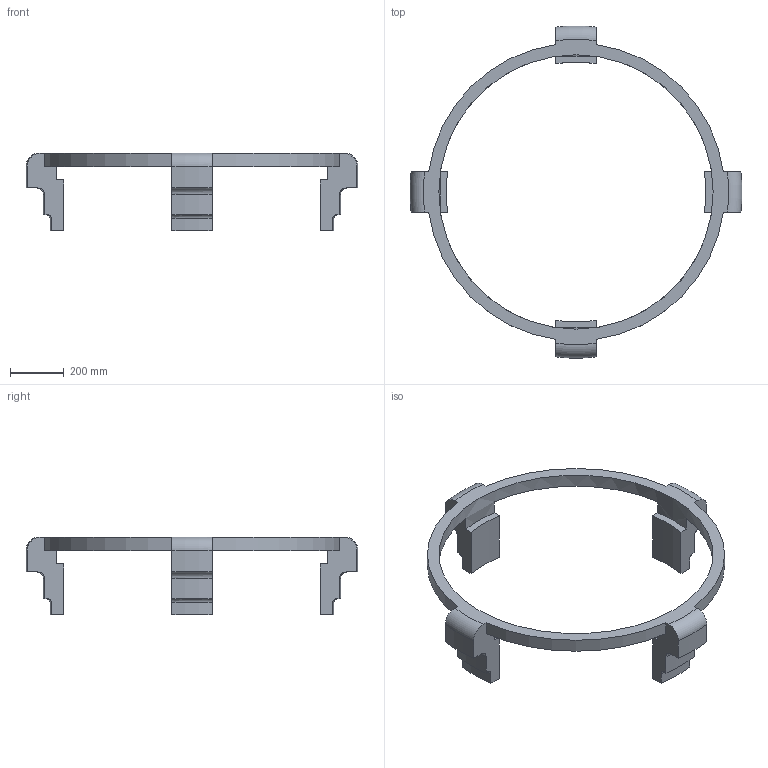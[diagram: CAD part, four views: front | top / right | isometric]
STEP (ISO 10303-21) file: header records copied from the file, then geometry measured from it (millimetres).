
FILE_DESCRIPTION(/* description */ (''),/* implementation_level */ '2;1');
FILE_NAME(/* name */ '16097.070X_3D.stp',/* time_stamp */ '2024-12-12T06:55:33+01:00',/* author */ ('CAD'),/* organization */ (''),/* preprocessor_version */ 'ST-DEVELOPER v20',/* originating_system */ 'AutoCAD Mechanical',/* authorisation */ '');
FILE_SCHEMA (('AUTOMOTIVE_DESIGN { 1 0 10303 214 3 1 1 }'));
Length unit declared in the file: centimetre
Products named in the file (2): Product; *S0
Assembly tree (1 placements, depth 2):
  Product
    *S0
Bounding box: 1238.99 x 1238.99 x 290 mm (x, y, z)
Volume: 20477614.3 mm3; surface area: 1178049.2 mm2
Topology: 1 solids, 1 shells, 62 faces, 183 edges, 122 vertices
Faces by surface type: plane 29, cylinder 21, torus 12
Full cylindrical faces by diameter (mm): 1024 x1
Entity records: 2496 total; most frequent: CARTESIAN_POINT 778, ORIENTED_EDGE 366, DIRECTION 351, EDGE_CURVE 183, AXIS2_PLACEMENT_3D 127, VERTEX_POINT 122, LINE 97, VECTOR 97
